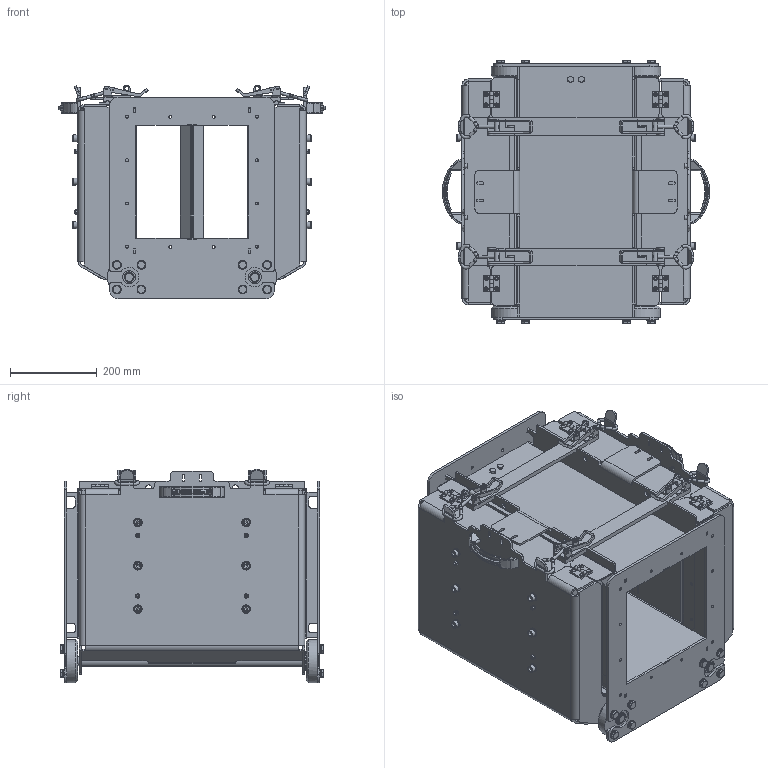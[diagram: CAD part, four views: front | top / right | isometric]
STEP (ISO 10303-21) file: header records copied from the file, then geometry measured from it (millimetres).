
FILE_DESCRIPTION(/* description */ (''),/* implementation_level */ '2;1');
FILE_NAME(/* name */ 'SBPF260001.stp',/* time_stamp */ '2018-05-17T10:11:59+02:00',/* author */ ('pw'),/* organization */ (''),/* preprocessor_version */ 'ST-DEVELOPER v16.5',/* originating_system */ 'Autodesk Inventor 2017',/* authorisation */ '');
FILE_SCHEMA (('AUTOMOTIVE_DESIGN { 1 0 10303 214 3 1 1 }'));
Products named in the file (1): SBPF260001
Bounding box: 616.42 x 606.8 x 492.83 mm (x, y, z)
Volume: 43698534.8 mm3; surface area: 4009144.4 mm2
Topology: 11 solids, 27 shells, 2860 faces, 7148 edges, 4420 vertices
Faces by surface type: plane 1642, cylinder 834, cone 220, torus 104, bspline 36, sphere 24
Full cylindrical faces by diameter (mm): 2 x4, 3 x8, 3.242 x8, 4 x16, 4.5 x16, 6 x18, 6.647 x24, 7 x20, 7.323 x4, 8 x14, 8.376 x16, 9 x4, 9.188 x16, 10 x32, 10.5 x16, 11.4 x4, 12 x4, 13.1 x8, 15.4 x16, 16 x12, 19 x4, 20 x40, 20.2 x4, 23 x2, 25 x2, 25.1 x2, 30 x4, 42 x2, 44 x6, 100 x4
Entity records: 86907 total; most frequent: CARTESIAN_POINT 18591, DIRECTION 13674, ORIENTED_EDGE 12964, EDGE_CURVE 6440, AXIS2_PLACEMENT_3D 4929, VERTEX_POINT 4224, LINE 3816, VECTOR 3816
